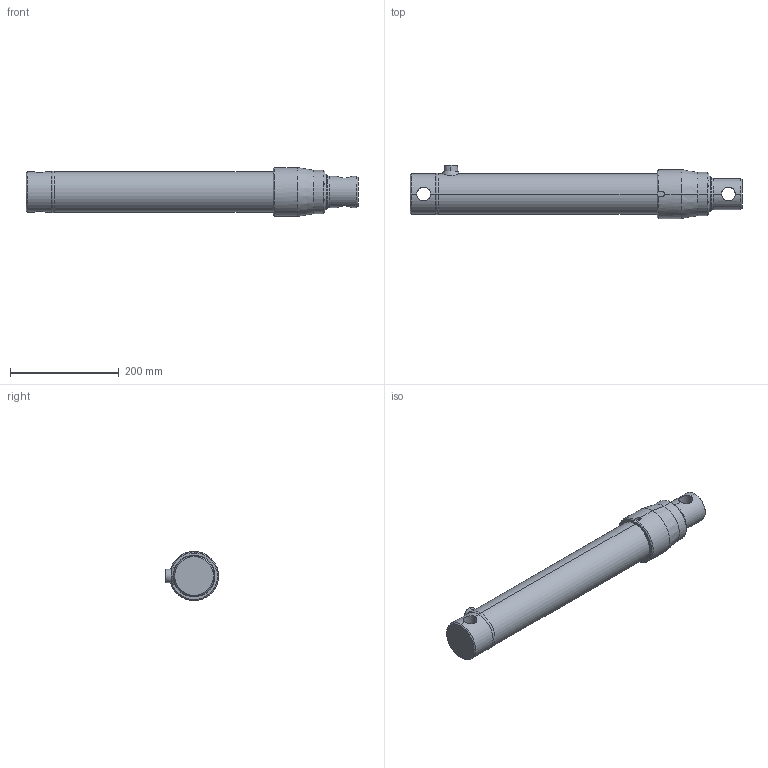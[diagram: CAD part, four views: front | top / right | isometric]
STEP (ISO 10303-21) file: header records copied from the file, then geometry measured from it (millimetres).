
FILE_DESCRIPTION (( 'STEP AP203' ), '1' );
FILE_NAME ('660.4.STEP', '2014-03-26T06:50:57', ( '' ), ( '' ), 'SwSTEP 2.0', 'SolidWorks 2013', '' );
FILE_SCHEMA (( 'CONFIG_CONTROL_DESIGN' ));
Length unit declared in the file: millimetre
Products named in the file (1): 660.4
Bounding box: 610 x 97.55 x 90 mm (x, y, z)
Surface area: 256747.2 mm2 (no closed solid volume)
Topology: 0 solids, 8 shells, 68 faces, 167 edges, 102 vertices
Faces by surface type: cylinder 26, cone 26, plane 10, torus 6
Entity records: 2651 total; most frequent: CARTESIAN_POINT 960, DIRECTION 369, ORIENTED_EDGE 302, EDGE_CURVE 167, AXIS2_PLACEMENT_3D 153, VERTEX_POINT 102, CIRCLE 84, EDGE_LOOP 74
